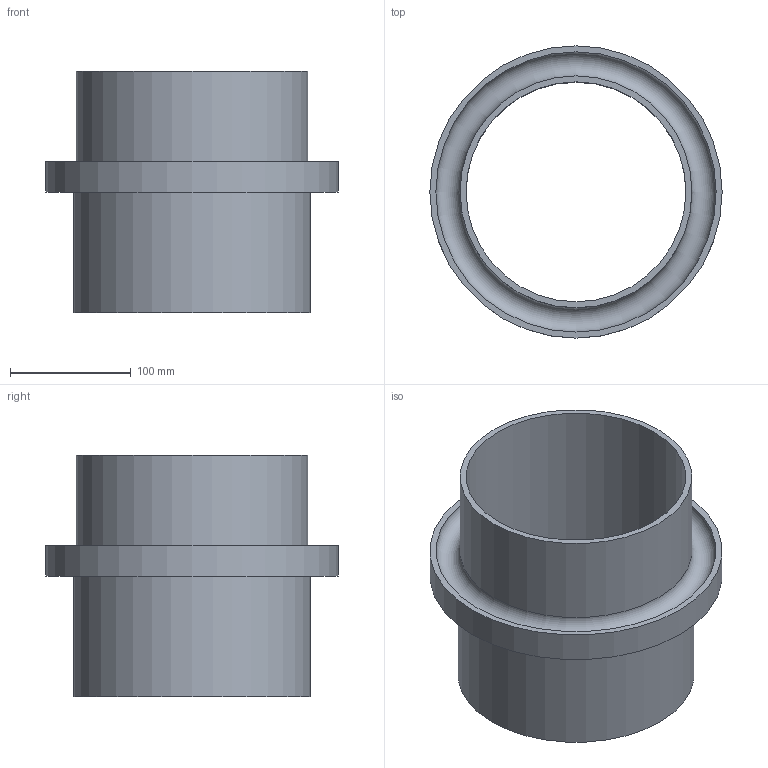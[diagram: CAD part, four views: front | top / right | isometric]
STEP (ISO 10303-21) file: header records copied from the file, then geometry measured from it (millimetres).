
FILE_DESCRIPTION(('Open CASCADE Model'),'2;1');
FILE_NAME('Open CASCADE Shape Model','2026-02-18T17:04:28',('Author'),( 'Open CASCADE'),'Open CASCADE STEP processor 7.8','build123d', 'Unknown');
FILE_SCHEMA(('AUTOMOTIVE_DESIGN { 1 0 10303 214 1 1 1 1 }'));
Length unit declared in the file: millimetre
Products named in the file (1): COMPOUND
Bounding box: 242 x 242 x 200 mm (x, y, z)
Volume: 1030832.3 mm3; surface area: 287739 mm2
Topology: 1 solids, 1 shells, 9 faces, 14 edges, 9 vertices
Faces by surface type: cylinder 4, plane 4, torus 1
Full cylindrical faces by diameter (mm): 182 x1, 192 x1, 196 x1, 242 x1
Entity records: 406 total; most frequent: DIRECTION 72, CARTESIAN_POINT 61, ORIENTED_EDGE 28, PCURVE 28, DEFINITIONAL_REPRESENTATION 28, LINE 24, VECTOR 24, AXIS2_PLACEMENT_3D 20
